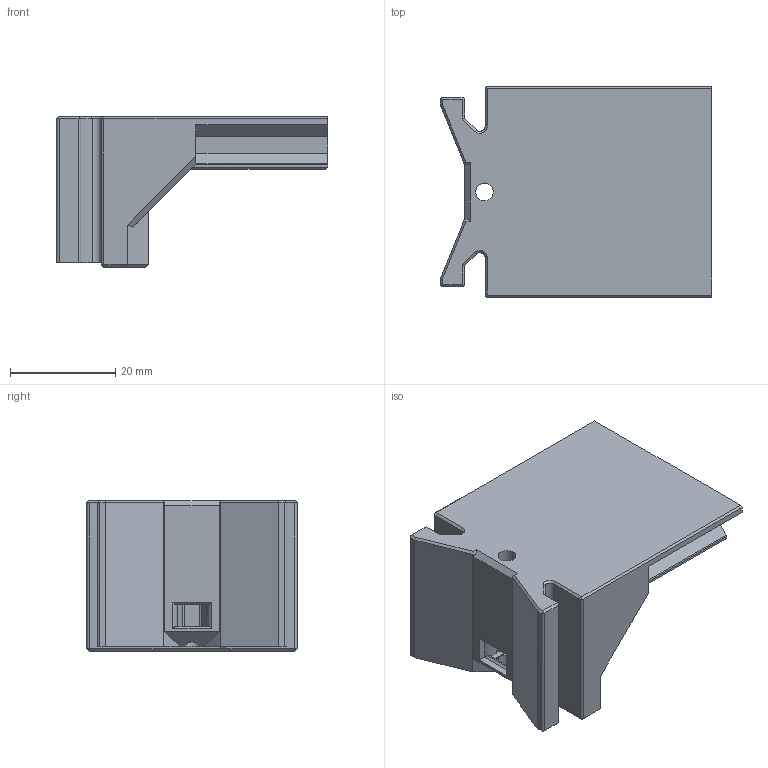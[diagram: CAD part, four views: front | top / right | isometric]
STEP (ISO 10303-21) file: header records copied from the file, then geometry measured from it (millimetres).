
FILE_DESCRIPTION(('FreeCAD Model'),'2;1');
FILE_NAME('Open CASCADE Shape Model','2025-07-20T22:25:02',(''),(''), 'Open CASCADE STEP processor 7.8','FreeCAD','Unknown');
FILE_SCHEMA(('AUTOMOTIVE_DESIGN { 1 0 10303 214 1 1 1 1 }'));
Length unit declared in the file: millimetre
Products named in the file (1): front_arm_base_(GBP)
Bounding box: 51.5 x 40 x 28.62 mm (x, y, z)
Volume: 24648.7 mm3; surface area: 9022.2 mm2
Topology: 1 solids, 1 shells, 207 faces, 572 edges, 368 vertices
Faces by surface type: plane 159, cylinder 46, cone 2
Full cylindrical faces by diameter (mm): 3.4 x2
Entity records: 14641 total; most frequent: CARTESIAN_POINT 3177, DIRECTION 2162, LINE 1448, VECTOR 1448, ORIENTED_EDGE 1144, PCURVE 1144, DEFINITIONAL_REPRESENTATION 1144, EDGE_CURVE 572
